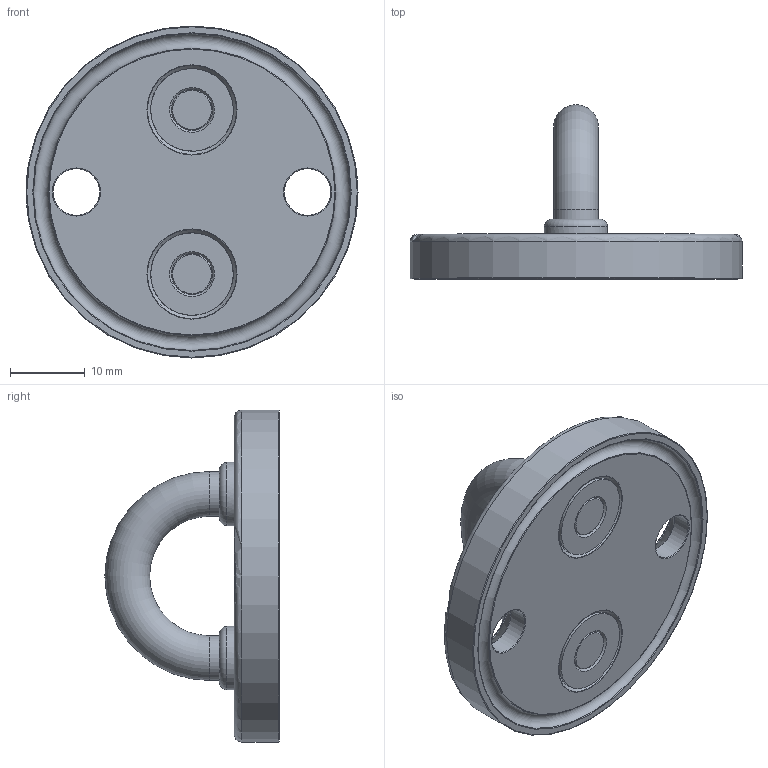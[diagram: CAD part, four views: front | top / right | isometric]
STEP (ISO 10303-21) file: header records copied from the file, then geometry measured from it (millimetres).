
FILE_DESCRIPTION(/* description */ (''),/* implementation_level */ '2;1');
FILE_NAME(/* name */ '7206.stp',/* time_stamp */ '2022-10-10T11:10:56+02:00',/* author */ ('francesca'),/* organization */ (''),/* preprocessor_version */ 'ST-DEVELOPER v19.2',/* originating_system */ 'Autodesk Inventor 2023',/* authorisation */ '');
FILE_SCHEMA (('AUTOMOTIVE_DESIGN { 1 0 10303 214 3 1 1 }'));
Length unit declared in the file: millimetre
Products named in the file (1): 19102201
Bounding box: 44.5 x 23.35 x 44.5 mm (x, y, z)
Volume: 9695.3 mm3; surface area: 4880.8 mm2
Topology: 1 solids, 1 shells, 226 faces, 914 edges, 605 vertices
Faces by surface type: cylinder 101, cone 98, torus 16, plane 9, bspline 2
Full cylindrical faces by diameter (mm): 6 x2, 6.25 x2, 8.5 x2, 11.05 x2, 44.5 x1
Entity records: 12458 total; most frequent: CARTESIAN_POINT 5921, ORIENTED_EDGE 1648, DIRECTION 1073, EDGE_CURVE 824, VERTEX_POINT 605, AXIS2_PLACEMENT_3D 483, B_SPLINE_CURVE_WITH_KNOTS 459, CIRCLE 258
